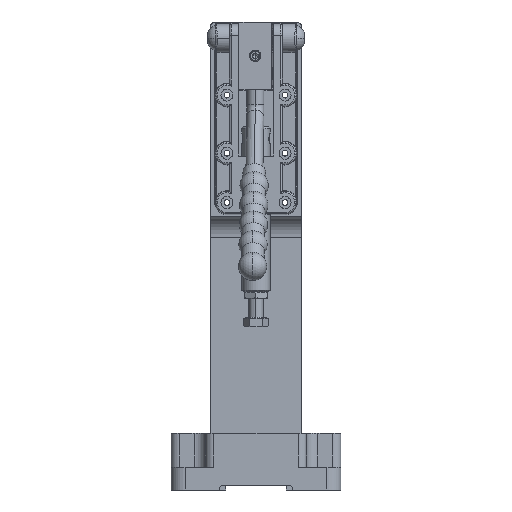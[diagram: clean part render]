
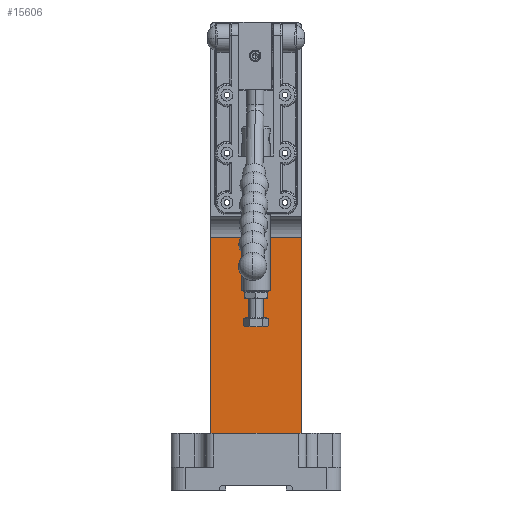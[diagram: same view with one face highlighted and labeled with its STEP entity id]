
A CAD part, left-side view. The second image highlights one B-rep face of the part: STEP entity #15606.
In plain terms, the highlighted planar face has unit normal (-1, 0, 0).
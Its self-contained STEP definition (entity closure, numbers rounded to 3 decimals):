
#438 = LINE ( 'NONE', #4193, #440 ) ;
#440 = VECTOR ( 'NONE', #4194, 1000. ) ;
#3919 = CARTESIAN_POINT ( 'NONE',  ( 120., 32., 40. ) ) ;
#3925 = CARTESIAN_POINT ( 'NONE',  ( 120., -32., 40. ) ) ;
#4193 = CARTESIAN_POINT ( 'NONE',  ( 120., 200., 178.5 ) ) ;
#4194 = DIRECTION ( 'NONE',  ( 0., -1., 0. ) ) ;
#10180 = DIRECTION ( 'NONE',  ( 0., -1., 0. ) ) ;
#10184 = CARTESIAN_POINT ( 'NONE',  ( 120., 200., 40. ) ) ;
#11544 = LINE ( 'NONE', #10184, #11550 ) ;
#11550 = VECTOR ( 'NONE', #10180, 1000. ) ;
#12151 = LINE ( 'NONE', #16580, #12156 ) ;
#12156 = VECTOR ( 'NONE', #16581, 1000. ) ;
#13849 = VERTEX_POINT ( 'NONE', #24213 ) ;
#14405 = VERTEX_POINT ( 'NONE', #24469 ) ;
#15606 = ADVANCED_FACE ( 'NONE', ( #29645 ), #24894, .T. ) ;
#16580 = CARTESIAN_POINT ( 'NONE',  ( 120., -32., 0. ) ) ;
#16581 = DIRECTION ( 'NONE',  ( 0., 0., -1. ) ) ;
#17268 = EDGE_CURVE ( 'NONE', #14405, #21968, #33880, .T. ) ;
#21968 = VERTEX_POINT ( 'NONE', #3919 ) ;
#21974 = VERTEX_POINT ( 'NONE', #3925 ) ;
#22143 = EDGE_CURVE ( 'NONE', #14405, #13849, #438, .T. ) ;
#23602 = EDGE_CURVE ( 'NONE', #21968, #21974, #11544, .T. ) ;
#23811 = EDGE_CURVE ( 'NONE', #13849, #21974, #12151, .T. ) ;
#23975 = AXIS2_PLACEMENT_3D ( 'NONE', #24889, #24897, #24898 ) ;
#24213 = CARTESIAN_POINT ( 'NONE',  ( 120., -32., 178.5 ) ) ;
#24469 = CARTESIAN_POINT ( 'NONE',  ( 120., 32., 178.5 ) ) ;
#24889 = CARTESIAN_POINT ( 'NONE',  ( 120., 200., 0. ) ) ;
#24894 = PLANE ( 'NONE',  #23975 ) ;
#24897 = DIRECTION ( 'NONE',  ( -1., 0., 0. ) ) ;
#24898 = DIRECTION ( 'NONE',  ( 0., 0., 1. ) ) ;
#26656 = ORIENTED_EDGE ( 'NONE', *, *, #17268, .T. ) ;
#26657 = ORIENTED_EDGE ( 'NONE', *, *, #23602, .T. ) ;
#26659 = ORIENTED_EDGE ( 'NONE', *, *, #23811, .F. ) ;
#26661 = ORIENTED_EDGE ( 'NONE', *, *, #22143, .F. ) ;
#29374 = EDGE_LOOP ( 'NONE', ( #26656, #26657, #26659, #26661 ) ) ;
#29645 = FACE_OUTER_BOUND ( 'NONE', #29374, .T. ) ;
#31104 = DIRECTION ( 'NONE',  ( 0., 0., -1. ) ) ;
#31105 = CARTESIAN_POINT ( 'NONE',  ( 120., 32., 16. ) ) ;
#33880 = LINE ( 'NONE', #31105, #33882 ) ;
#33882 = VECTOR ( 'NONE', #31104, 1000. ) ;
